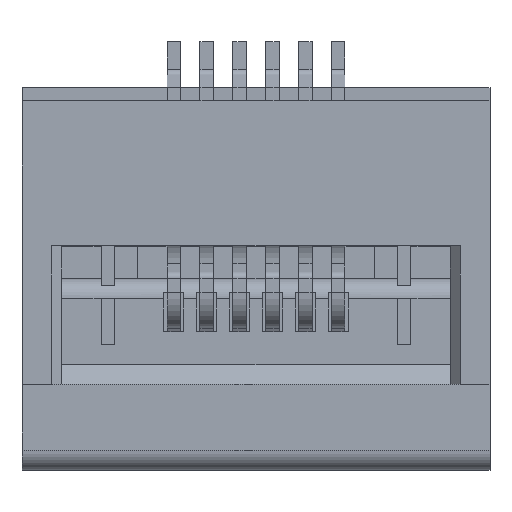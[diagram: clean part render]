
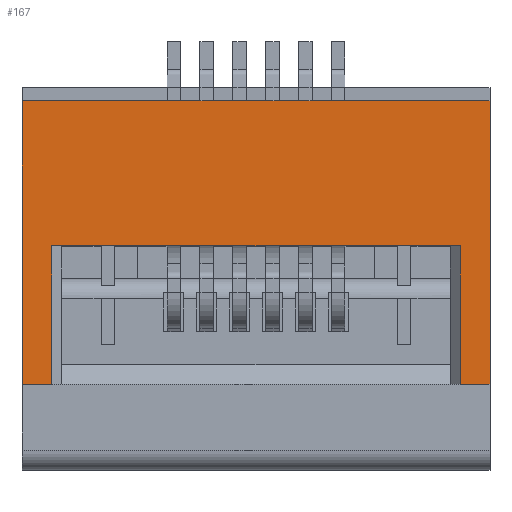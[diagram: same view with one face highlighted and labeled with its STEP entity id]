
A CAD part, top view. The second image highlights one B-rep face of the part: STEP entity #167.
In plain terms, the highlighted planar face has unit normal (0, 0, 1).
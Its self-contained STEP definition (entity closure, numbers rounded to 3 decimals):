
#167=ADVANCED_FACE('',(#648),#649,.T.);
#648=FACE_OUTER_BOUND('',#1564,.T.);
#649=PLANE('',#1565);
#1564=EDGE_LOOP('',(#2689,#2690,#2691,#2692,#2693,#2694,#2695,#2696));
#1565=AXIS2_PLACEMENT_3D('',#2697,#2698,#2699);
#2689=ORIENTED_EDGE('',*,*,#6712,.T.);
#2690=ORIENTED_EDGE('',*,*,#6713,.F.);
#2691=ORIENTED_EDGE('',*,*,#6714,.F.);
#2692=ORIENTED_EDGE('',*,*,#6715,.F.);
#2693=ORIENTED_EDGE('',*,*,#6716,.T.);
#2694=ORIENTED_EDGE('',*,*,#6666,.T.);
#2695=ORIENTED_EDGE('',*,*,#6717,.T.);
#2696=ORIENTED_EDGE('',*,*,#6718,.F.);
#2697=CARTESIAN_POINT('',(3.55,-2.25,1.1));
#2698=DIRECTION('',(0.0,0.0,1.0));
#2699=DIRECTION('',(1.0,0.0,0.0));
#6666=EDGE_CURVE('',#8164,#8162,#8165,.T.);
#6712=EDGE_CURVE('',#8234,#8235,#8236,.T.);
#6713=EDGE_CURVE('',#8237,#8235,#8238,.T.);
#6714=EDGE_CURVE('',#8239,#8237,#8240,.T.);
#6715=EDGE_CURVE('',#8241,#8239,#8242,.T.);
#6716=EDGE_CURVE('',#8241,#8164,#8243,.T.);
#6717=EDGE_CURVE('',#8162,#8244,#8245,.T.);
#6718=EDGE_CURVE('',#8234,#8244,#8246,.T.);
#8162=VERTEX_POINT('',#10547);
#8164=VERTEX_POINT('',#10550);
#8165=LINE('',#10551,#10552);
#8234=VERTEX_POINT('',#10666);
#8235=VERTEX_POINT('',#10667);
#8236=LINE('',#10668,#10669);
#8237=VERTEX_POINT('',#10670);
#8238=LINE('',#10671,#10672);
#8239=VERTEX_POINT('',#10673);
#8240=LINE('',#10674,#10675);
#8241=VERTEX_POINT('',#10676);
#8242=LINE('',#10677,#10678);
#8243=LINE('',#10679,#10680);
#8244=VERTEX_POINT('',#10681);
#8245=LINE('',#10682,#10683);
#8246=LINE('',#10684,#10685);
#10547=CARTESIAN_POINT('',(3.1,-0.15,1.1));
#10550=CARTESIAN_POINT('',(-3.1,-0.15,1.1));
#10551=CARTESIAN_POINT('',(1.8,-0.15,1.1));
#10552=VECTOR('',#13685,1000.0);
#10666=CARTESIAN_POINT('',(3.55,-2.25,1.1));
#10667=CARTESIAN_POINT('',(3.55,2.05,1.1));
#10668=CARTESIAN_POINT('',(3.55,-2.25,1.1));
#10669=VECTOR('',#13731,1000.0);
#10670=CARTESIAN_POINT('',(-3.55,2.05,1.1));
#10671=CARTESIAN_POINT('',(-5.139,2.05,1.1));
#10672=VECTOR('',#13732,1000.0);
#10673=CARTESIAN_POINT('',(-3.55,-2.25,1.1));
#10674=CARTESIAN_POINT('',(-3.55,-2.25,1.1));
#10675=VECTOR('',#13733,1000.0);
#10676=CARTESIAN_POINT('',(-3.1,-2.25,1.1));
#10677=CARTESIAN_POINT('',(3.55,-2.25,1.1));
#10678=VECTOR('',#13734,1000.0);
#10679=CARTESIAN_POINT('',(-3.1,-2.25,1.1));
#10680=VECTOR('',#13735,1000.0);
#10681=CARTESIAN_POINT('',(3.1,-2.25,1.1));
#10682=CARTESIAN_POINT('',(3.1,-2.25,1.1));
#10683=VECTOR('',#13736,1000.0);
#10684=CARTESIAN_POINT('',(3.55,-2.25,1.1));
#10685=VECTOR('',#13737,1000.0);
#13685=DIRECTION('',(1.0,0.0,0.0));
#13731=DIRECTION('',(0.0,1.0,0.0));
#13732=DIRECTION('',(1.0,0.0,0.0));
#13733=DIRECTION('',(0.0,1.0,0.0));
#13734=DIRECTION('',(-1.0,0.0,0.0));
#13735=DIRECTION('',(0.0,1.0,0.0));
#13736=DIRECTION('',(0.0,-1.0,0.0));
#13737=DIRECTION('',(-1.0,0.0,0.0));
